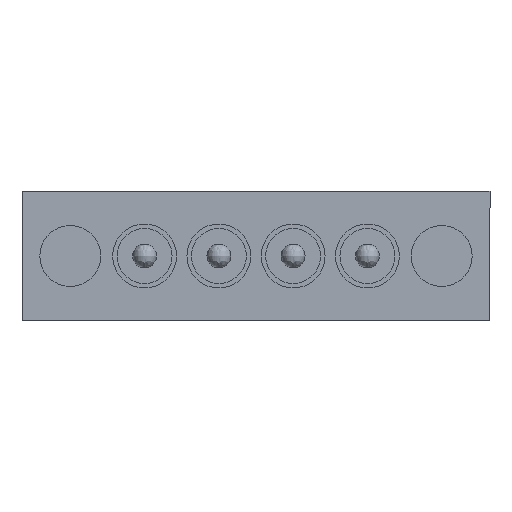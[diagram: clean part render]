
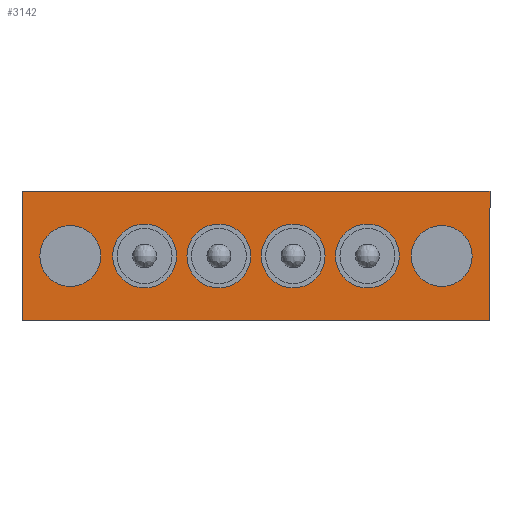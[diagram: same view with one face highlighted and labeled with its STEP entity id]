
A CAD part, front view. The second image highlights one B-rep face of the part: STEP entity #3142.
In plain terms, the highlighted planar face has unit normal (0, -1, 0).
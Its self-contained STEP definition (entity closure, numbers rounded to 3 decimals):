
#14 = VERTEX_POINT ( 'NONE', #829 ) ;
#36 = DIRECTION ( 'NONE',  ( 0., -1., 0. ) ) ;
#46 = CIRCLE ( 'NONE', #540, 0.521 ) ;
#51 = CIRCLE ( 'NONE', #3039, 0.521 ) ;
#65 = CARTESIAN_POINT ( 'NONE',  ( 0., -4.089, 0. ) ) ;
#130 = ORIENTED_EDGE ( 'NONE', *, *, #4465, .F. ) ;
#133 = DIRECTION ( 'NONE',  ( 0., 0., 1. ) ) ;
#137 = VERTEX_POINT ( 'NONE', #4386 ) ;
#159 = FACE_OUTER_BOUND ( 'NONE', #2729, .T. ) ;
#234 = ORIENTED_EDGE ( 'NONE', *, *, #4283, .F. ) ;
#263 = CIRCLE ( 'NONE', #710, 0.521 ) ;
#286 = VERTEX_POINT ( 'NONE', #1055 ) ;
#347 = ORIENTED_EDGE ( 'NONE', *, *, #818, .F. ) ;
#364 = CARTESIAN_POINT ( 'NONE',  ( 0.825, -4.089, -1.105 ) ) ;
#422 = EDGE_CURVE ( 'NONE', #2279, #2452, #1906, .T. ) ;
#462 = EDGE_LOOP ( 'NONE', ( #2822, #508 ) ) ;
#471 = AXIS2_PLACEMENT_3D ( 'NONE', #3467, #3779, #3493 ) ;
#508 = ORIENTED_EDGE ( 'NONE', *, *, #558, .F. ) ;
#514 = ORIENTED_EDGE ( 'NONE', *, *, #3329, .F. ) ;
#516 = CARTESIAN_POINT ( 'NONE',  ( 4.635, -4.089, -1.105 ) ) ;
#540 = AXIS2_PLACEMENT_3D ( 'NONE', #2541, #2206, #2496 ) ;
#556 = FACE_BOUND ( 'NONE', #462, .T. ) ;
#558 = EDGE_CURVE ( 'NONE', #286, #3147, #3113, .T. ) ;
#567 = EDGE_LOOP ( 'NONE', ( #1272, #642 ) ) ;
#577 = DIRECTION ( 'NONE',  ( 0., 0., 1. ) ) ;
#578 = FACE_BOUND ( 'NONE', #567, .T. ) ;
#642 = ORIENTED_EDGE ( 'NONE', *, *, #1243, .F. ) ;
#710 = AXIS2_PLACEMENT_3D ( 'NONE', #3219, #2556, #4222 ) ;
#725 = DIRECTION ( 'NONE',  ( 0., -1., 0. ) ) ;
#727 = DIRECTION ( 'NONE',  ( 0., -1., 0. ) ) ;
#818 = EDGE_CURVE ( 'NONE', #1573, #1496, #4400, .T. ) ;
#829 = CARTESIAN_POINT ( 'NONE',  ( 2.095, -4.089, -1.626 ) ) ;
#846 = CIRCLE ( 'NONE', #471, 0.521 ) ;
#909 = CIRCLE ( 'NONE', #2088, 0.521 ) ;
#926 = ORIENTED_EDGE ( 'NONE', *, *, #2470, .F. ) ;
#1022 = VERTEX_POINT ( 'NONE', #2607 ) ;
#1037 = CARTESIAN_POINT ( 'NONE',  ( 8.001, -4.089, 0. ) ) ;
#1055 = CARTESIAN_POINT ( 'NONE',  ( 5.905, -4.089, -1.626 ) ) ;
#1101 = CARTESIAN_POINT ( 'NONE',  ( 8.001, -4.089, -2.21 ) ) ;
#1170 = AXIS2_PLACEMENT_3D ( 'NONE', #364, #3478, #3815 ) ;
#1232 = FACE_BOUND ( 'NONE', #3735, .T. ) ;
#1243 = EDGE_CURVE ( 'NONE', #137, #2366, #46, .T. ) ;
#1272 = ORIENTED_EDGE ( 'NONE', *, *, #2222, .F. ) ;
#1284 = AXIS2_PLACEMENT_3D ( 'NONE', #2571, #36, #3874 ) ;
#1305 = CIRCLE ( 'NONE', #2754, 0.521 ) ;
#1321 = AXIS2_PLACEMENT_3D ( 'NONE', #2373, #2005, #1762 ) ;
#1332 = CARTESIAN_POINT ( 'NONE',  ( 4.635, -4.089, -0.584 ) ) ;
#1333 = DIRECTION ( 'NONE',  ( 0., 0., 1. ) ) ;
#1386 = CARTESIAN_POINT ( 'NONE',  ( 3.365, -4.089, -1.626 ) ) ;
#1451 = DIRECTION ( 'NONE',  ( 0., -1., 0. ) ) ;
#1453 = EDGE_CURVE ( 'NONE', #1668, #3927, #3909, .T. ) ;
#1479 = CARTESIAN_POINT ( 'NONE',  ( 5.905, -4.089, -1.105 ) ) ;
#1496 = VERTEX_POINT ( 'NONE', #1101 ) ;
#1549 = CARTESIAN_POINT ( 'NONE',  ( 0., -4.089, -2.21 ) ) ;
#1572 = EDGE_CURVE ( 'NONE', #14, #4121, #51, .T. ) ;
#1573 = VERTEX_POINT ( 'NONE', #2689 ) ;
#1587 = VECTOR ( 'NONE', #2933, 1000. ) ;
#1668 = VERTEX_POINT ( 'NONE', #3854 ) ;
#1679 = CARTESIAN_POINT ( 'NONE',  ( 3.365, -4.089, -0.584 ) ) ;
#1709 = ORIENTED_EDGE ( 'NONE', *, *, #3246, .F. ) ;
#1755 = ORIENTED_EDGE ( 'NONE', *, *, #4144, .F. ) ;
#1759 = AXIS2_PLACEMENT_3D ( 'NONE', #2136, #1451, #133 ) ;
#1762 = DIRECTION ( 'NONE',  ( 0., 0., 1. ) ) ;
#1826 = AXIS2_PLACEMENT_3D ( 'NONE', #2444, #2352, #1333 ) ;
#1846 = DIRECTION ( 'NONE',  ( -1., 0., 0. ) ) ;
#1906 = LINE ( 'NONE', #1549, #1587 ) ;
#1917 = ORIENTED_EDGE ( 'NONE', *, *, #3940, .F. ) ;
#1956 = DIRECTION ( 'NONE',  ( 0., 0., 1. ) ) ;
#1978 = VERTEX_POINT ( 'NONE', #1679 ) ;
#1985 = PLANE ( 'NONE',  #1321 ) ;
#2005 = DIRECTION ( 'NONE',  ( 0., 1., 0. ) ) ;
#2037 = CARTESIAN_POINT ( 'NONE',  ( 0.825, -4.089, -1.626 ) ) ;
#2088 = AXIS2_PLACEMENT_3D ( 'NONE', #2312, #2586, #1956 ) ;
#2114 = EDGE_CURVE ( 'NONE', #3147, #286, #263, .T. ) ;
#2136 = CARTESIAN_POINT ( 'NONE',  ( 3.365, -4.089, -1.105 ) ) ;
#2206 = DIRECTION ( 'NONE',  ( 0., -1., 0. ) ) ;
#2222 = EDGE_CURVE ( 'NONE', #2366, #137, #1305, .T. ) ;
#2237 = CARTESIAN_POINT ( 'NONE',  ( 7.175, -4.089, -0.584 ) ) ;
#2247 = ORIENTED_EDGE ( 'NONE', *, *, #4084, .F. ) ;
#2264 = FACE_BOUND ( 'NONE', #2816, .T. ) ;
#2279 = VERTEX_POINT ( 'NONE', #4418 ) ;
#2306 = AXIS2_PLACEMENT_3D ( 'NONE', #1479, #725, #3567 ) ;
#2312 = CARTESIAN_POINT ( 'NONE',  ( 3.365, -4.089, -1.105 ) ) ;
#2352 = DIRECTION ( 'NONE',  ( 0., -1., 0. ) ) ;
#2366 = VERTEX_POINT ( 'NONE', #1332 ) ;
#2373 = CARTESIAN_POINT ( 'NONE',  ( 0., -4.089, 0. ) ) ;
#2394 = EDGE_LOOP ( 'NONE', ( #130, #1917 ) ) ;
#2398 = EDGE_LOOP ( 'NONE', ( #234, #2680 ) ) ;
#2444 = CARTESIAN_POINT ( 'NONE',  ( 7.175, -4.089, -1.105 ) ) ;
#2452 = VERTEX_POINT ( 'NONE', #65 ) ;
#2470 = EDGE_CURVE ( 'NONE', #2452, #1573, #2484, .T. ) ;
#2476 = DIRECTION ( 'NONE',  ( 0., 0., -1. ) ) ;
#2484 = LINE ( 'NONE', #4192, #2833 ) ;
#2496 = DIRECTION ( 'NONE',  ( 0., 0., 1. ) ) ;
#2541 = CARTESIAN_POINT ( 'NONE',  ( 4.635, -4.089, -1.105 ) ) ;
#2556 = DIRECTION ( 'NONE',  ( 0., -1., 0. ) ) ;
#2560 = DIRECTION ( 'NONE',  ( 0., 0., 1. ) ) ;
#2571 = CARTESIAN_POINT ( 'NONE',  ( 0.825, -4.089, -1.105 ) ) ;
#2586 = DIRECTION ( 'NONE',  ( 0., -1., 0. ) ) ;
#2598 = FACE_BOUND ( 'NONE', #2394, .T. ) ;
#2607 = CARTESIAN_POINT ( 'NONE',  ( 0.825, -4.089, -0.584 ) ) ;
#2642 = FACE_BOUND ( 'NONE', #2398, .T. ) ;
#2680 = ORIENTED_EDGE ( 'NONE', *, *, #1572, .F. ) ;
#2689 = CARTESIAN_POINT ( 'NONE',  ( 8.001, -4.089, 0. ) ) ;
#2729 = EDGE_LOOP ( 'NONE', ( #2247, #347, #926, #2909 ) ) ;
#2754 = AXIS2_PLACEMENT_3D ( 'NONE', #516, #3719, #577 ) ;
#2775 = VECTOR ( 'NONE', #1846, 1000. ) ;
#2816 = EDGE_LOOP ( 'NONE', ( #1709, #3808 ) ) ;
#2822 = ORIENTED_EDGE ( 'NONE', *, *, #2114, .F. ) ;
#2833 = VECTOR ( 'NONE', #3896, 1000. ) ;
#2871 = VERTEX_POINT ( 'NONE', #2037 ) ;
#2909 = ORIENTED_EDGE ( 'NONE', *, *, #422, .F. ) ;
#2933 = DIRECTION ( 'NONE',  ( 0., 0., 1. ) ) ;
#2996 = CIRCLE ( 'NONE', #1759, 0.521 ) ;
#3039 = AXIS2_PLACEMENT_3D ( 'NONE', #3656, #3308, #3062 ) ;
#3062 = DIRECTION ( 'NONE',  ( 0., 0., 1. ) ) ;
#3113 = CIRCLE ( 'NONE', #2306, 0.521 ) ;
#3142 = ADVANCED_FACE ( 'NONE', ( #2264, #159, #2642, #1232, #578, #556, #2598 ), #1985, .F. ) ;
#3147 = VERTEX_POINT ( 'NONE', #3739 ) ;
#3176 = AXIS2_PLACEMENT_3D ( 'NONE', #4293, #727, #2560 ) ;
#3219 = CARTESIAN_POINT ( 'NONE',  ( 5.905, -4.089, -1.105 ) ) ;
#3245 = CIRCLE ( 'NONE', #1284, 0.521 ) ;
#3246 = EDGE_CURVE ( 'NONE', #3927, #1668, #3786, .T. ) ;
#3308 = DIRECTION ( 'NONE',  ( 0., -1., 0. ) ) ;
#3329 = EDGE_CURVE ( 'NONE', #1978, #3900, #2996, .T. ) ;
#3467 = CARTESIAN_POINT ( 'NONE',  ( 2.095, -4.089, -1.105 ) ) ;
#3478 = DIRECTION ( 'NONE',  ( 0., -1., 0. ) ) ;
#3493 = DIRECTION ( 'NONE',  ( 0., 0., 1. ) ) ;
#3556 = CARTESIAN_POINT ( 'NONE',  ( 2.095, -4.089, -0.584 ) ) ;
#3567 = DIRECTION ( 'NONE',  ( 0., 0., 1. ) ) ;
#3647 = CIRCLE ( 'NONE', #1170, 0.521 ) ;
#3656 = CARTESIAN_POINT ( 'NONE',  ( 2.095, -4.089, -1.105 ) ) ;
#3719 = DIRECTION ( 'NONE',  ( 0., -1., 0. ) ) ;
#3735 = EDGE_LOOP ( 'NONE', ( #514, #1755 ) ) ;
#3739 = CARTESIAN_POINT ( 'NONE',  ( 5.905, -4.089, -0.584 ) ) ;
#3758 = VECTOR ( 'NONE', #2476, 1000. ) ;
#3779 = DIRECTION ( 'NONE',  ( 0., -1., 0. ) ) ;
#3786 = CIRCLE ( 'NONE', #1826, 0.521 ) ;
#3808 = ORIENTED_EDGE ( 'NONE', *, *, #1453, .F. ) ;
#3815 = DIRECTION ( 'NONE',  ( 0., 0., 1. ) ) ;
#3854 = CARTESIAN_POINT ( 'NONE',  ( 7.175, -4.089, -1.626 ) ) ;
#3874 = DIRECTION ( 'NONE',  ( 0., 0., 1. ) ) ;
#3896 = DIRECTION ( 'NONE',  ( 1., 0., 0. ) ) ;
#3900 = VERTEX_POINT ( 'NONE', #1386 ) ;
#3909 = CIRCLE ( 'NONE', #3176, 0.521 ) ;
#3915 = CARTESIAN_POINT ( 'NONE',  ( 8.001, -4.089, -2.21 ) ) ;
#3927 = VERTEX_POINT ( 'NONE', #2237 ) ;
#3940 = EDGE_CURVE ( 'NONE', #2871, #1022, #3647, .T. ) ;
#4084 = EDGE_CURVE ( 'NONE', #1496, #2279, #4256, .T. ) ;
#4121 = VERTEX_POINT ( 'NONE', #3556 ) ;
#4144 = EDGE_CURVE ( 'NONE', #3900, #1978, #909, .T. ) ;
#4192 = CARTESIAN_POINT ( 'NONE',  ( 0., -4.089, 0. ) ) ;
#4222 = DIRECTION ( 'NONE',  ( 0., 0., 1. ) ) ;
#4256 = LINE ( 'NONE', #3915, #2775 ) ;
#4283 = EDGE_CURVE ( 'NONE', #4121, #14, #846, .T. ) ;
#4293 = CARTESIAN_POINT ( 'NONE',  ( 7.175, -4.089, -1.105 ) ) ;
#4386 = CARTESIAN_POINT ( 'NONE',  ( 4.635, -4.089, -1.626 ) ) ;
#4400 = LINE ( 'NONE', #1037, #3758 ) ;
#4418 = CARTESIAN_POINT ( 'NONE',  ( 0., -4.089, -2.21 ) ) ;
#4465 = EDGE_CURVE ( 'NONE', #1022, #2871, #3245, .T. ) ;
